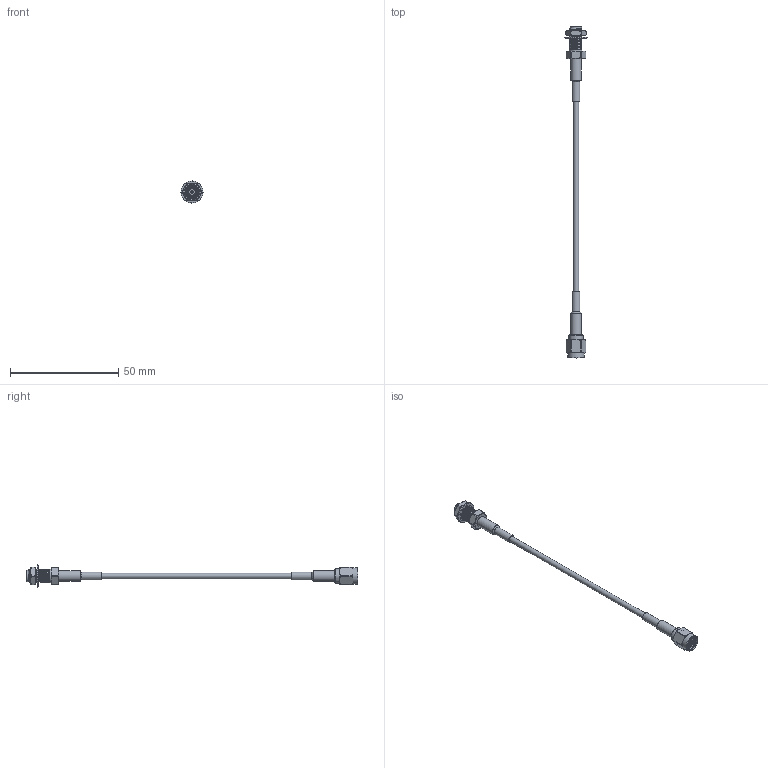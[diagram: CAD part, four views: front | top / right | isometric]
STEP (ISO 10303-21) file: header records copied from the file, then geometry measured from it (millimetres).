
FILE_DESCRIPTION(/* description */ ('Unknown'),/* implementation_level */ '2;1');
FILE_NAME(/* name */ '655040116xxx01',/* time_stamp */ '2021-05-12T15:30:18+02:00',/* author */ ('Unknown'),/* organization */ ('Unknown'),/* preprocessor_version */ 'ST-DEVELOPER v16.7',/* originating_system */ 'Solid Edge',/* authorisation */ 'Unknown');
FILE_SCHEMA (('AUTOMOTIVE_DESIGN {1 0 10303 214 3 1 1}'));
Products named in the file (20): 655040116xxx01; RG-316_6inch; 63046020110320_All; 60346021210320_ferrule; 60326421110320_ContactPin; 63046020110320; 63046020110320_ConnectorBody; 60346021210320_retainer ring; 60346021210320_gasket; 63046020110320_insulator; 60346021210320_shell; 63026420210320; 60326421110320_ConnectorBody; 60326421110320_Insulator; 6032642011xx20_Washer; 60326421110320_Ring; 63026420210320_CenterPin; 60326421110320_Ferrule; 6032642011xx20_Nut; 655040103xxx01_Insulator
Assembly tree (20 placements, depth 4):
  655040116xxx01
    RG-316_6inch
    63046020110320_All
      60346021210320_ferrule
      60326421110320_ContactPin
      63046020110320
        63046020110320_ConnectorBody
        60346021210320_retainer ring
        60346021210320_gasket
        63046020110320_insulator
        60346021210320_shell
    63026420210320
      60326421110320_ConnectorBody
      60326421110320_Insulator
      6032642011xx20_Washer
      60326421110320_Ring
      63026420210320_CenterPin
      60326421110320_Ferrule
      6032642011xx20_Nut
    655040103xxx01_Insulator  x2
Bounding box: 10.2 x 153.27 x 10.2 mm (x, y, z)
Volume: 2549 mm3; surface area: 6395.7 mm2
Topology: 20 solids, 20 shells, 3273 faces, 6756 edges, 3544 vertices
Faces by surface type: bspline 2326, cylinder 670, plane 193, cone 58, torus 26
Full cylindrical faces by diameter (mm): 0.52 x1, 0.6 x4, 0.92 x1, 1.27 x5, 1.3 x1, 1.43 x1, 1.47 x1, 1.53 x1, 1.7 x2, 1.8 x2, 2.1 x1, 2.5 x1, 2.6 x3, 2.7 x1, 2.9 x1, 3 x2, 3.2 x2, 3.52 x1, 3.6 x2, 3.7 x1, 3.8 x4, 3.9 x1, 4.1 x3, 4.14 x1, 4.5 x3, 4.56 x1, 4.65 x1, 4.75 x1, 4.8 x2, 5.34 x1
Entity records: 141158 total; most frequent: CARTESIAN_POINT 98449, ORIENTED_EDGE 13192, EDGE_CURVE 6596, VERTEX_POINT 3489, EDGE_LOOP 3403, FACE_BOUND 3403, ADVANCED_FACE 3260, DIRECTION 2962
